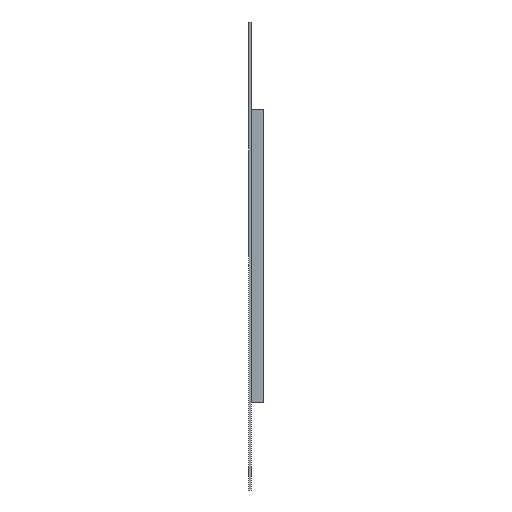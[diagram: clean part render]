
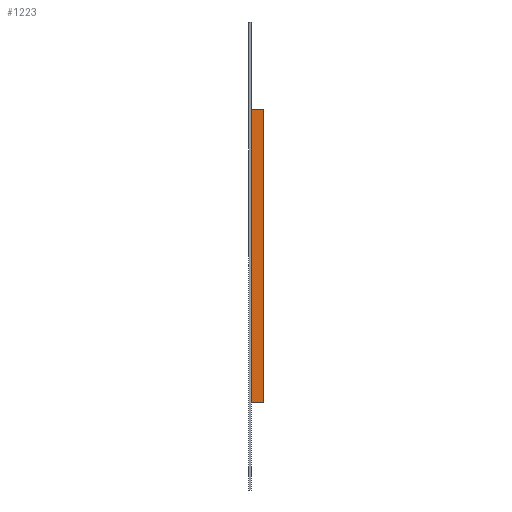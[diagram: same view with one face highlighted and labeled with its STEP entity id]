
A CAD part, front view. The second image highlights one B-rep face of the part: STEP entity #1223.
In plain terms, the highlighted planar face has unit normal (0, -1, 0).
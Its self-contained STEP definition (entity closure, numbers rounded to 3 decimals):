
#63 = CARTESIAN_POINT ( 'NONE',  ( 12., -837.5, -119. ) ) ;
#92 = DIRECTION ( 'NONE',  ( 0., 0., -1. ) ) ;
#100 = VERTEX_POINT ( 'NONE', #582 ) ;
#105 = CARTESIAN_POINT ( 'NONE',  ( 12., -837.5, 119. ) ) ;
#175 = ORIENTED_EDGE ( 'NONE', *, *, #285, .F. ) ;
#176 = ORIENTED_EDGE ( 'NONE', *, *, #1133, .T. ) ;
#184 = ORIENTED_EDGE ( 'NONE', *, *, #1114, .T. ) ;
#186 = ORIENTED_EDGE ( 'NONE', *, *, #998, .F. ) ;
#190 = VERTEX_POINT ( 'NONE', #819 ) ;
#212 = FACE_OUTER_BOUND ( 'NONE', #742, .T. ) ;
#285 = EDGE_CURVE ( 'NONE', #593, #839, #1071, .T. ) ;
#357 = DIRECTION ( 'NONE',  ( 0., 0., 1. ) ) ;
#368 = PLANE ( 'NONE',  #1045 ) ;
#371 = CARTESIAN_POINT ( 'NONE',  ( 12., -837.5, 119. ) ) ;
#387 = DIRECTION ( 'NONE',  ( 0., 1., 0. ) ) ;
#403 = DIRECTION ( 'NONE',  ( -1., 0., 0. ) ) ;
#404 = VECTOR ( 'NONE', #644, 1000. ) ;
#433 = VECTOR ( 'NONE', #403, 1000. ) ;
#446 = LINE ( 'NONE', #647, #404 ) ;
#447 = LINE ( 'NONE', #710, #433 ) ;
#582 = CARTESIAN_POINT ( 'NONE',  ( 2., -837.5, 119. ) ) ;
#593 = VERTEX_POINT ( 'NONE', #1050 ) ;
#644 = DIRECTION ( 'NONE',  ( 0., 0., -1. ) ) ;
#647 = CARTESIAN_POINT ( 'NONE',  ( 2., -837.5, 119. ) ) ;
#676 = VECTOR ( 'NONE', #92, 1000. ) ;
#694 = LINE ( 'NONE', #105, #676 ) ;
#710 = CARTESIAN_POINT ( 'NONE',  ( 12., -837.5, 119. ) ) ;
#742 = EDGE_LOOP ( 'NONE', ( #176, #175, #186, #184 ) ) ;
#819 = CARTESIAN_POINT ( 'NONE',  ( 12., -837.5, 119. ) ) ;
#824 = DIRECTION ( 'NONE',  ( -1., 0., 0. ) ) ;
#839 = VERTEX_POINT ( 'NONE', #1151 ) ;
#998 = EDGE_CURVE ( 'NONE', #190, #593, #694, .T. ) ;
#1045 = AXIS2_PLACEMENT_3D ( 'NONE', #371, #387, #357 ) ;
#1050 = CARTESIAN_POINT ( 'NONE',  ( 12., -837.5, -119. ) ) ;
#1069 = VECTOR ( 'NONE', #824, 1000. ) ;
#1071 = LINE ( 'NONE', #63, #1069 ) ;
#1114 = EDGE_CURVE ( 'NONE', #190, #100, #447, .T. ) ;
#1133 = EDGE_CURVE ( 'NONE', #100, #839, #446, .T. ) ;
#1151 = CARTESIAN_POINT ( 'NONE',  ( 2., -837.5, -119. ) ) ;
#1223 = ADVANCED_FACE ( 'NONE', ( #212 ), #368, .F. ) ;
